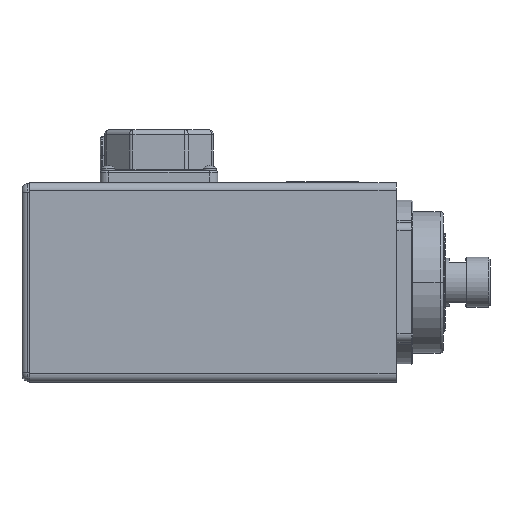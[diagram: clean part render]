
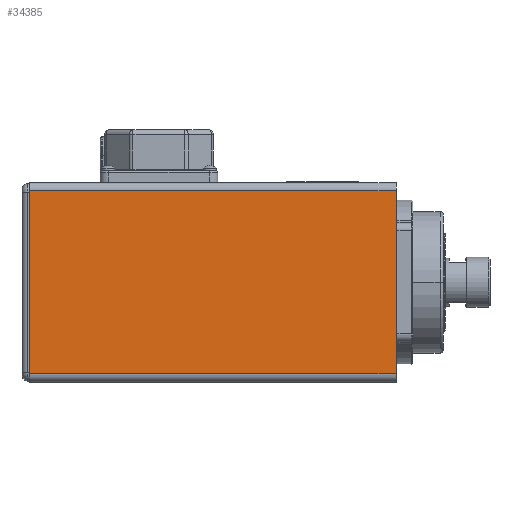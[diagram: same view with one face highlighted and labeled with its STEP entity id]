
A CAD part, left-side view. The second image highlights one B-rep face of the part: STEP entity #34385.
In plain terms, the highlighted planar face has unit normal (-1, 0, 0).
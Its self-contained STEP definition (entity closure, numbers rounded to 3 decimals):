
#32643=CARTESIAN_POINT('',(-51.,0.,55.));
#32644=VERTEX_POINT('',#32643);
#32652=CARTESIAN_POINT('',(-51.,0.,-55.));
#32653=VERTEX_POINT('',#32652);
#32654=CARTESIAN_POINT('',(-51.,0.,-55.));
#32655=DIRECTION('',(0.,0.,1.));
#32656=VECTOR('',#32655,110.);
#32657=LINE('',#32654,#32656);
#32658=EDGE_CURVE('',#32653,#32644,#32657,.T.);
#32814=CARTESIAN_POINT('',(-51.,220.,-55.));
#32815=VERTEX_POINT('',#32814);
#32816=CARTESIAN_POINT('',(-51.,220.,55.));
#32817=VERTEX_POINT('',#32816);
#32818=CARTESIAN_POINT('',(-51.,220.,-55.));
#32819=DIRECTION('',(0.,0.,1.));
#32820=VECTOR('',#32819,110.);
#32821=LINE('',#32818,#32820);
#32822=EDGE_CURVE('',#32815,#32817,#32821,.T.);
#32890=CARTESIAN_POINT('',(-51.,0.,55.));
#32891=DIRECTION('',(-0.,1.,0.));
#32892=VECTOR('',#32891,220.);
#32893=LINE('',#32890,#32892);
#32894=EDGE_CURVE('',#32644,#32817,#32893,.T.);
#34369=CARTESIAN_POINT('',(-51.,220.,-60.));
#34370=DIRECTION('',(1.,0.,0.));
#34371=DIRECTION('',(0.,0.,-1.));
#34372=AXIS2_PLACEMENT_3D('',#34369,#34370,#34371);
#34373=PLANE('',#34372);
#34374=ORIENTED_EDGE('',*,*,#32658,.T.);
#34375=ORIENTED_EDGE('',*,*,#32894,.T.);
#34376=ORIENTED_EDGE('',*,*,#32822,.F.);
#34377=CARTESIAN_POINT('',(-51.,220.,-55.));
#34378=DIRECTION('',(0.,-1.,0.));
#34379=VECTOR('',#34378,220.);
#34380=LINE('',#34377,#34379);
#34381=EDGE_CURVE('',#32815,#32653,#34380,.T.);
#34382=ORIENTED_EDGE('',*,*,#34381,.T.);
#34383=EDGE_LOOP('',(#34374,#34375,#34376,#34382));
#34384=FACE_BOUND('',#34383,.T.);
#34385=ADVANCED_FACE('',(#34384),#34373,.F.);
